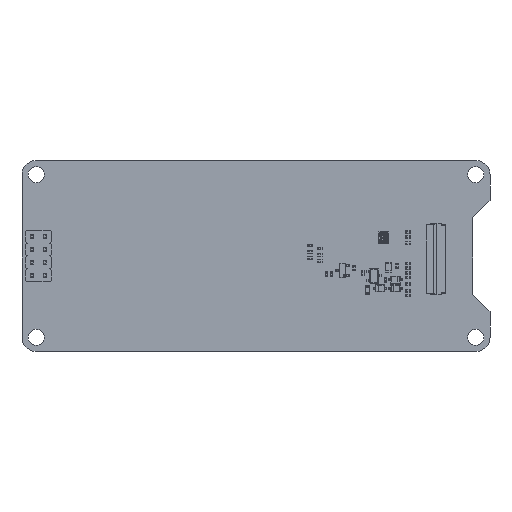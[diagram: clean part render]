
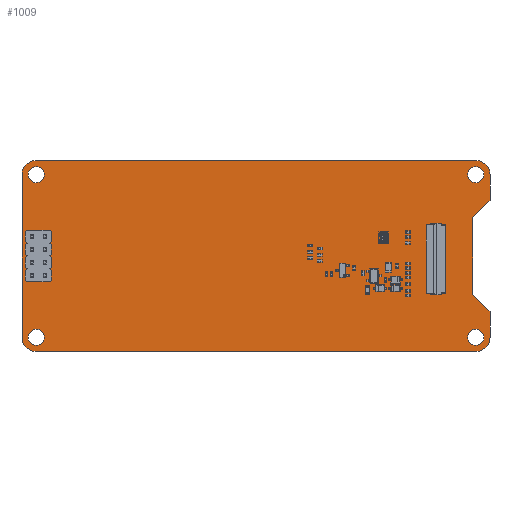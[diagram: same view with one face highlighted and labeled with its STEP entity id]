
A CAD part, top view. The second image highlights one B-rep face of the part: STEP entity #1009.
In plain terms, the highlighted planar face has unit normal (0, 0, 1).
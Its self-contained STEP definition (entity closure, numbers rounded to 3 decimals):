
#184 = VERTEX_POINT('',#185);
#185 = CARTESIAN_POINT('',(174.764,150.812,1.691));
#191 = EDGE_CURVE('',#184,#192,#194,.T.);
#192 = VERTEX_POINT('',#193);
#193 = CARTESIAN_POINT('',(174.764,182.712,1.691));
#194 = LINE('',#195,#196);
#195 = CARTESIAN_POINT('',(174.764,150.812,1.691));
#196 = VECTOR('',#197,1.);
#197 = DIRECTION('',(0.,1.,0.));
#222 = EDGE_CURVE('',#192,#223,#225,.T.);
#223 = VERTEX_POINT('',#224);
#224 = CARTESIAN_POINT('',(177.564,185.512,1.691));
#225 = CIRCLE('',#226,2.8);
#226 = AXIS2_PLACEMENT_3D('',#227,#228,#229);
#227 = CARTESIAN_POINT('',(177.564,182.712,1.691));
#228 = DIRECTION('',(0.,0.,-1.));
#229 = DIRECTION('',(-1.,0.,-0.));
#255 = EDGE_CURVE('',#223,#256,#258,.T.);
#256 = VERTEX_POINT('',#257);
#257 = CARTESIAN_POINT('',(263.764,185.512,1.691));
#258 = LINE('',#259,#260);
#259 = CARTESIAN_POINT('',(177.564,185.512,1.691));
#260 = VECTOR('',#261,1.);
#261 = DIRECTION('',(1.,0.,0.));
#286 = EDGE_CURVE('',#256,#287,#289,.T.);
#287 = VERTEX_POINT('',#288);
#288 = CARTESIAN_POINT('',(266.564,182.712,1.691));
#289 = CIRCLE('',#290,2.8);
#290 = AXIS2_PLACEMENT_3D('',#291,#292,#293);
#291 = CARTESIAN_POINT('',(263.764,182.712,1.691));
#292 = DIRECTION('',(0.,0.,-1.));
#293 = DIRECTION('',(0.,1.,0.));
#319 = EDGE_CURVE('',#287,#320,#322,.T.);
#320 = VERTEX_POINT('',#321);
#321 = CARTESIAN_POINT('',(266.564,177.662,1.691));
#322 = LINE('',#323,#324);
#323 = CARTESIAN_POINT('',(266.564,182.712,1.691));
#324 = VECTOR('',#325,1.);
#325 = DIRECTION('',(0.,-1.,0.));
#350 = EDGE_CURVE('',#320,#351,#353,.T.);
#351 = VERTEX_POINT('',#352);
#352 = CARTESIAN_POINT('',(263.164,174.262,1.691));
#353 = LINE('',#354,#355);
#354 = CARTESIAN_POINT('',(266.564,177.662,1.691));
#355 = VECTOR('',#356,1.);
#356 = DIRECTION('',(-0.707,-0.707,0.));
#381 = EDGE_CURVE('',#351,#382,#384,.T.);
#382 = VERTEX_POINT('',#383);
#383 = CARTESIAN_POINT('',(263.164,159.262,1.691));
#384 = LINE('',#385,#386);
#385 = CARTESIAN_POINT('',(263.164,174.262,1.691));
#386 = VECTOR('',#387,1.);
#387 = DIRECTION('',(0.,-1.,0.));
#412 = EDGE_CURVE('',#382,#413,#415,.T.);
#413 = VERTEX_POINT('',#414);
#414 = CARTESIAN_POINT('',(266.564,155.862,1.691));
#415 = LINE('',#416,#417);
#416 = CARTESIAN_POINT('',(263.164,159.262,1.691));
#417 = VECTOR('',#418,1.);
#418 = DIRECTION('',(0.707,-0.707,0.));
#443 = EDGE_CURVE('',#413,#444,#446,.T.);
#444 = VERTEX_POINT('',#445);
#445 = CARTESIAN_POINT('',(266.564,150.812,1.691));
#446 = LINE('',#447,#448);
#447 = CARTESIAN_POINT('',(266.564,155.862,1.691));
#448 = VECTOR('',#449,1.);
#449 = DIRECTION('',(0.,-1.,0.));
#474 = EDGE_CURVE('',#444,#475,#477,.T.);
#475 = VERTEX_POINT('',#476);
#476 = CARTESIAN_POINT('',(263.764,148.012,1.691));
#477 = CIRCLE('',#478,2.801);
#478 = AXIS2_PLACEMENT_3D('',#479,#480,#481);
#479 = CARTESIAN_POINT('',(263.763,150.813,1.691));
#480 = DIRECTION('',(0.,0.,-1.));
#481 = DIRECTION('',(1.,0.,0.));
#507 = EDGE_CURVE('',#475,#508,#510,.T.);
#508 = VERTEX_POINT('',#509);
#509 = CARTESIAN_POINT('',(177.564,148.012,1.691));
#510 = LINE('',#511,#512);
#511 = CARTESIAN_POINT('',(263.764,148.012,1.691));
#512 = VECTOR('',#513,1.);
#513 = DIRECTION('',(-1.,0.,0.));
#538 = EDGE_CURVE('',#508,#184,#539,.T.);
#539 = CIRCLE('',#540,2.801);
#540 = AXIS2_PLACEMENT_3D('',#541,#542,#543);
#541 = CARTESIAN_POINT('',(177.565,150.813,1.691));
#542 = DIRECTION('',(0.,0.,-1.));
#543 = DIRECTION('',(0.,-1.,-0.));
#564 = VERTEX_POINT('',#565);
#565 = CARTESIAN_POINT('',(177.1,165.492,1.691));
#571 = EDGE_CURVE('',#564,#564,#572,.T.);
#572 = CIRCLE('',#573,0.406);
#573 = AXIS2_PLACEMENT_3D('',#574,#575,#576);
#574 = CARTESIAN_POINT('',(176.694,165.492,1.691));
#575 = DIRECTION('',(0.,0.,1.));
#576 = DIRECTION('',(1.,0.,-0.));
#597 = VERTEX_POINT('',#598);
#598 = CARTESIAN_POINT('',(179.164,150.812,1.691));
#604 = EDGE_CURVE('',#597,#597,#605,.T.);
#605 = CIRCLE('',#606,1.6);
#606 = AXIS2_PLACEMENT_3D('',#607,#608,#609);
#607 = CARTESIAN_POINT('',(177.564,150.812,1.691));
#608 = DIRECTION('',(0.,0.,1.));
#609 = DIRECTION('',(1.,0.,-0.));
#630 = VERTEX_POINT('',#631);
#631 = CARTESIAN_POINT('',(177.1,162.952,1.691));
#637 = EDGE_CURVE('',#630,#630,#638,.T.);
#638 = CIRCLE('',#639,0.406);
#639 = AXIS2_PLACEMENT_3D('',#640,#641,#642);
#640 = CARTESIAN_POINT('',(176.694,162.952,1.691));
#641 = DIRECTION('',(0.,0.,1.));
#642 = DIRECTION('',(1.,0.,-0.));
#663 = VERTEX_POINT('',#664);
#664 = CARTESIAN_POINT('',(177.1,168.032,1.691));
#670 = EDGE_CURVE('',#663,#663,#671,.T.);
#671 = CIRCLE('',#672,0.406);
#672 = AXIS2_PLACEMENT_3D('',#673,#674,#675);
#673 = CARTESIAN_POINT('',(176.694,168.032,1.691));
#674 = DIRECTION('',(0.,0.,1.));
#675 = DIRECTION('',(1.,0.,-0.));
#696 = VERTEX_POINT('',#697);
#697 = CARTESIAN_POINT('',(177.1,170.572,1.691));
#703 = EDGE_CURVE('',#696,#696,#704,.T.);
#704 = CIRCLE('',#705,0.406);
#705 = AXIS2_PLACEMENT_3D('',#706,#707,#708);
#706 = CARTESIAN_POINT('',(176.694,170.572,1.691));
#707 = DIRECTION('',(0.,0.,1.));
#708 = DIRECTION('',(1.,0.,-0.));
#729 = VERTEX_POINT('',#730);
#730 = CARTESIAN_POINT('',(179.164,182.712,1.691));
#736 = EDGE_CURVE('',#729,#729,#737,.T.);
#737 = CIRCLE('',#738,1.6);
#738 = AXIS2_PLACEMENT_3D('',#739,#740,#741);
#739 = CARTESIAN_POINT('',(177.564,182.712,1.691));
#740 = DIRECTION('',(0.,0.,1.));
#741 = DIRECTION('',(1.,0.,-0.));
#762 = VERTEX_POINT('',#763);
#763 = CARTESIAN_POINT('',(179.64,165.492,1.691));
#769 = EDGE_CURVE('',#762,#762,#770,.T.);
#770 = CIRCLE('',#771,0.406);
#771 = AXIS2_PLACEMENT_3D('',#772,#773,#774);
#772 = CARTESIAN_POINT('',(179.234,165.492,1.691));
#773 = DIRECTION('',(0.,0.,1.));
#774 = DIRECTION('',(1.,0.,-0.));
#795 = VERTEX_POINT('',#796);
#796 = CARTESIAN_POINT('',(265.364,150.812,1.691));
#802 = EDGE_CURVE('',#795,#795,#803,.T.);
#803 = CIRCLE('',#804,1.6);
#804 = AXIS2_PLACEMENT_3D('',#805,#806,#807);
#805 = CARTESIAN_POINT('',(263.764,150.812,1.691));
#806 = DIRECTION('',(0.,0.,1.));
#807 = DIRECTION('',(1.,0.,-0.));
#828 = VERTEX_POINT('',#829);
#829 = CARTESIAN_POINT('',(179.64,162.952,1.691));
#835 = EDGE_CURVE('',#828,#828,#836,.T.);
#836 = CIRCLE('',#837,0.406);
#837 = AXIS2_PLACEMENT_3D('',#838,#839,#840);
#838 = CARTESIAN_POINT('',(179.234,162.952,1.691));
#839 = DIRECTION('',(0.,0.,1.));
#840 = DIRECTION('',(1.,0.,-0.));
#861 = VERTEX_POINT('',#862);
#862 = CARTESIAN_POINT('',(179.64,168.032,1.691));
#868 = EDGE_CURVE('',#861,#861,#869,.T.);
#869 = CIRCLE('',#870,0.406);
#870 = AXIS2_PLACEMENT_3D('',#871,#872,#873);
#871 = CARTESIAN_POINT('',(179.234,168.032,1.691));
#872 = DIRECTION('',(0.,0.,1.));
#873 = DIRECTION('',(1.,0.,-0.));
#894 = VERTEX_POINT('',#895);
#895 = CARTESIAN_POINT('',(179.64,170.572,1.691));
#901 = EDGE_CURVE('',#894,#894,#902,.T.);
#902 = CIRCLE('',#903,0.406);
#903 = AXIS2_PLACEMENT_3D('',#904,#905,#906);
#904 = CARTESIAN_POINT('',(179.234,170.572,1.691));
#905 = DIRECTION('',(0.,0.,1.));
#906 = DIRECTION('',(1.,0.,-0.));
#927 = VERTEX_POINT('',#928);
#928 = CARTESIAN_POINT('',(265.364,182.712,1.691));
#934 = EDGE_CURVE('',#927,#927,#935,.T.);
#935 = CIRCLE('',#936,1.6);
#936 = AXIS2_PLACEMENT_3D('',#937,#938,#939);
#937 = CARTESIAN_POINT('',(263.764,182.712,1.691));
#938 = DIRECTION('',(0.,0.,1.));
#939 = DIRECTION('',(1.,0.,-0.));
#1009 = ADVANCED_FACE('',(#1010,#1024,#1027,#1030,#1033,#1036,#1039,
    #1042,#1045,#1048,#1051,#1054,#1057),#1060,.F.);
#1010 = FACE_BOUND('',#1011,.F.);
#1011 = EDGE_LOOP('',(#1012,#1013,#1014,#1015,#1016,#1017,#1018,#1019,
    #1020,#1021,#1022,#1023));
#1012 = ORIENTED_EDGE('',*,*,#191,.T.);
#1013 = ORIENTED_EDGE('',*,*,#222,.T.);
#1014 = ORIENTED_EDGE('',*,*,#255,.T.);
#1015 = ORIENTED_EDGE('',*,*,#286,.T.);
#1016 = ORIENTED_EDGE('',*,*,#319,.T.);
#1017 = ORIENTED_EDGE('',*,*,#350,.T.);
#1018 = ORIENTED_EDGE('',*,*,#381,.T.);
#1019 = ORIENTED_EDGE('',*,*,#412,.T.);
#1020 = ORIENTED_EDGE('',*,*,#443,.T.);
#1021 = ORIENTED_EDGE('',*,*,#474,.T.);
#1022 = ORIENTED_EDGE('',*,*,#507,.T.);
#1023 = ORIENTED_EDGE('',*,*,#538,.T.);
#1024 = FACE_BOUND('',#1025,.F.);
#1025 = EDGE_LOOP('',(#1026));
#1026 = ORIENTED_EDGE('',*,*,#571,.T.);
#1027 = FACE_BOUND('',#1028,.F.);
#1028 = EDGE_LOOP('',(#1029));
#1029 = ORIENTED_EDGE('',*,*,#604,.T.);
#1030 = FACE_BOUND('',#1031,.F.);
#1031 = EDGE_LOOP('',(#1032));
#1032 = ORIENTED_EDGE('',*,*,#637,.T.);
#1033 = FACE_BOUND('',#1034,.F.);
#1034 = EDGE_LOOP('',(#1035));
#1035 = ORIENTED_EDGE('',*,*,#670,.T.);
#1036 = FACE_BOUND('',#1037,.F.);
#1037 = EDGE_LOOP('',(#1038));
#1038 = ORIENTED_EDGE('',*,*,#703,.T.);
#1039 = FACE_BOUND('',#1040,.F.);
#1040 = EDGE_LOOP('',(#1041));
#1041 = ORIENTED_EDGE('',*,*,#736,.T.);
#1042 = FACE_BOUND('',#1043,.F.);
#1043 = EDGE_LOOP('',(#1044));
#1044 = ORIENTED_EDGE('',*,*,#769,.T.);
#1045 = FACE_BOUND('',#1046,.F.);
#1046 = EDGE_LOOP('',(#1047));
#1047 = ORIENTED_EDGE('',*,*,#802,.T.);
#1048 = FACE_BOUND('',#1049,.F.);
#1049 = EDGE_LOOP('',(#1050));
#1050 = ORIENTED_EDGE('',*,*,#835,.T.);
#1051 = FACE_BOUND('',#1052,.F.);
#1052 = EDGE_LOOP('',(#1053));
#1053 = ORIENTED_EDGE('',*,*,#868,.T.);
#1054 = FACE_BOUND('',#1055,.F.);
#1055 = EDGE_LOOP('',(#1056));
#1056 = ORIENTED_EDGE('',*,*,#901,.T.);
#1057 = FACE_BOUND('',#1058,.F.);
#1058 = EDGE_LOOP('',(#1059));
#1059 = ORIENTED_EDGE('',*,*,#934,.T.);
#1060 = PLANE('',#1061);
#1061 = AXIS2_PLACEMENT_3D('',#1062,#1063,#1064);
#1062 = CARTESIAN_POINT('',(220.906,166.762,1.691)
  );
#1063 = DIRECTION('',(-0.,-0.,-1.));
#1064 = DIRECTION('',(-1.,0.,0.));
